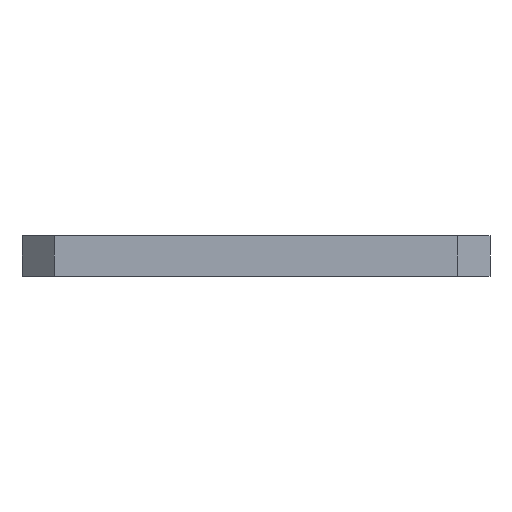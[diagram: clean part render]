
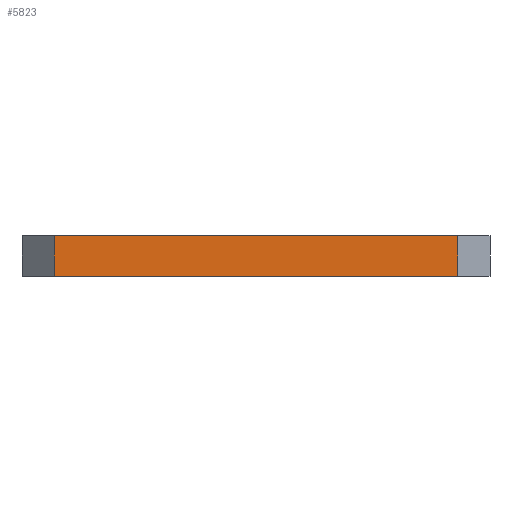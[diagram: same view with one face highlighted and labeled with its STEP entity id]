
A CAD part, front view. The second image highlights one B-rep face of the part: STEP entity #5823.
In plain terms, the highlighted planar face has unit normal (0, -1, 0).
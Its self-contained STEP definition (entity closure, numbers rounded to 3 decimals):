
#311=PLANE('',#6645);
#647=FACE_OUTER_BOUND('',#1051,.T.);
#1051=EDGE_LOOP('',(#5335,#5336,#5337,#5338));
#1380=LINE('',#10586,#1731);
#1404=LINE('',#10657,#1755);
#1405=LINE('',#10660,#1756);
#1406=LINE('',#10661,#1757);
#1731=VECTOR('',#8510,10.);
#1755=VECTOR('',#8592,10.);
#1756=VECTOR('',#8595,10.);
#1757=VECTOR('',#8596,10.);
#2800=VERTEX_POINT('',#10583);
#2801=VERTEX_POINT('',#10585);
#2819=VERTEX_POINT('',#10655);
#2820=VERTEX_POINT('',#10659);
#3627=EDGE_CURVE('',#2800,#2801,#1380,.T.);
#3663=EDGE_CURVE('',#2819,#2800,#1404,.T.);
#3664=EDGE_CURVE('',#2820,#2819,#1405,.T.);
#3665=EDGE_CURVE('',#2820,#2801,#1406,.T.);
#5335=ORIENTED_EDGE('',*,*,#3663,.F.);
#5336=ORIENTED_EDGE('',*,*,#3664,.F.);
#5337=ORIENTED_EDGE('',*,*,#3665,.T.);
#5338=ORIENTED_EDGE('',*,*,#3627,.F.);
#5823=ADVANCED_FACE('',(#647),#311,.T.);
#6645=AXIS2_PLACEMENT_3D('',#10658,#8593,#8594);
#8510=DIRECTION('',(1.,0.,0.));
#8592=DIRECTION('',(0.,0.,1.));
#8593=DIRECTION('center_axis',(0.,-1.,0.));
#8594=DIRECTION('ref_axis',(-1.,0.,0.));
#8595=DIRECTION('',(-1.,0.,0.));
#8596=DIRECTION('',(0.,0.,1.));
#10583=CARTESIAN_POINT('',(9.716,0.,10.));
#10585=CARTESIAN_POINT('',(130.284,0.,10.));
#10586=CARTESIAN_POINT('',(0.,0.,10.));
#10655=CARTESIAN_POINT('',(9.716,0.,-2.));
#10657=CARTESIAN_POINT('',(9.716,0.,0.));
#10658=CARTESIAN_POINT('Origin',(130.284,0.,0.));
#10659=CARTESIAN_POINT('',(130.284,0.,-2.));
#10660=CARTESIAN_POINT('',(0.,0.,-2.));
#10661=CARTESIAN_POINT('',(130.284,0.,0.));
